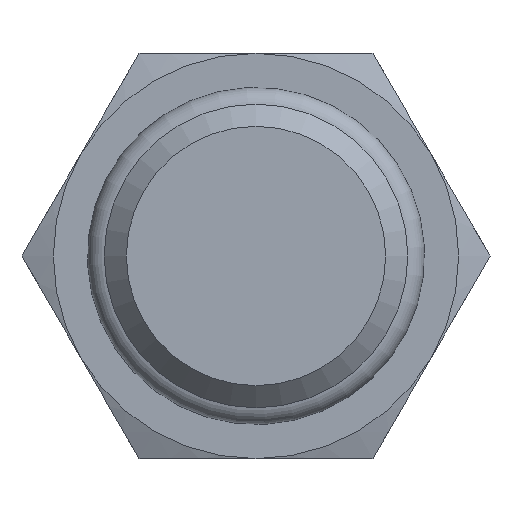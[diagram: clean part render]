
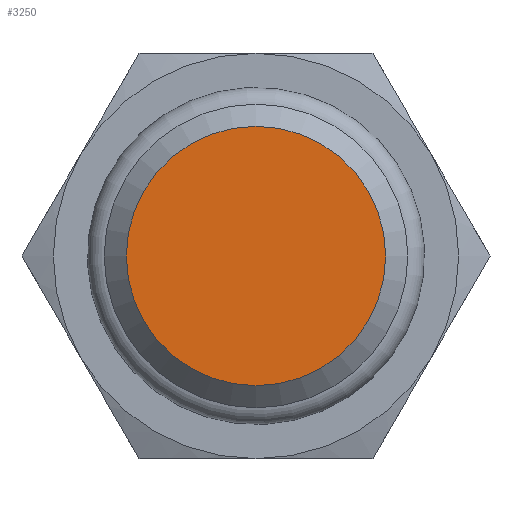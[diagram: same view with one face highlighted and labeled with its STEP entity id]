
A CAD part, left-side view. The second image highlights one B-rep face of the part: STEP entity #3250.
In plain terms, the highlighted planar face has unit normal (-1, 0, 0).
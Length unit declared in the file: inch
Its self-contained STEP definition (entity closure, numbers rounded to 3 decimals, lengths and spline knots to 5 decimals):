
#3227=CARTESIAN_POINT('',(-0.472,0.,0.24));
#3228=VERTEX_POINT('',#3227);
#3229=CARTESIAN_POINT('',(-0.472,0.,0.));
#3230=DIRECTION('',(1.0,0.0,0.0));
#3231=DIRECTION('',(0.0,0.0,-1.0));
#3232=AXIS2_PLACEMENT_3D('',#3229,#3230,#3231);
#3233=CIRCLE('',#3232,0.24);
#3234=EDGE_CURVE('',#3228,#3228,#3233,.T.);
#3242=CARTESIAN_POINT('',(-0.472,0.,0.));
#3243=DIRECTION('',(1.0,0.0,0.0));
#3244=DIRECTION('',(0.0,0.0,-1.0));
#3245=AXIS2_PLACEMENT_3D('',#3242,#3243,#3244);
#3246=PLANE('',#3245);
#3247=ORIENTED_EDGE('',*,*,#3234,.F.);
#3248=EDGE_LOOP('',(#3247));
#3249=FACE_OUTER_BOUND('',#3248,.T.);
#3250=ADVANCED_FACE('',(#3249),#3246,.F.);
